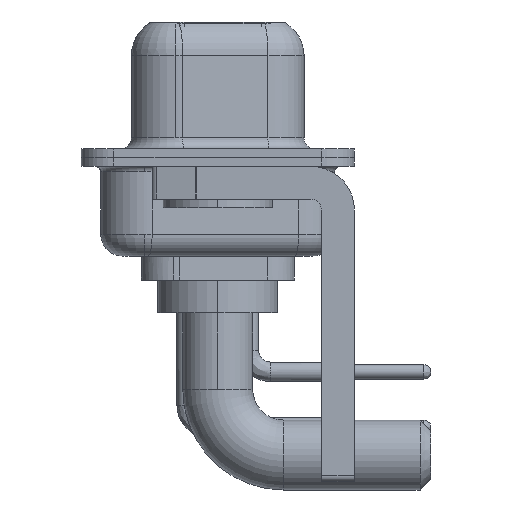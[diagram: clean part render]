
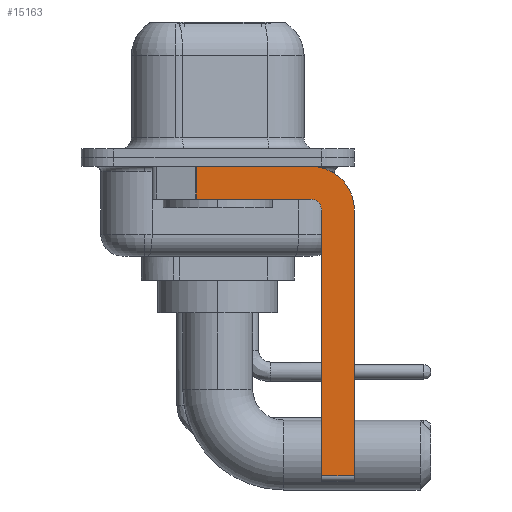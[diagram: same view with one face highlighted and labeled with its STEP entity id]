
A CAD part, left-side view. The second image highlights one B-rep face of the part: STEP entity #15163.
In plain terms, the highlighted planar face has unit normal (-1, 0, 0).
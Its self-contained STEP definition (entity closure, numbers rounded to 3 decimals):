
#362 = LINE ( 'NONE', #12683, #5594 ) ;
#403 = ORIENTED_EDGE ( 'NONE', *, *, #10407, .T. ) ;
#432 = DIRECTION ( 'NONE',  ( 0., 0., -1. ) ) ;
#590 = ORIENTED_EDGE ( 'NONE', *, *, #14294, .F. ) ;
#789 = EDGE_CURVE ( 'NONE', #16273, #5530, #10976, .T. ) ;
#1069 = EDGE_CURVE ( 'NONE', #17662, #16273, #2741, .T. ) ;
#1075 = CARTESIAN_POINT ( 'NONE',  ( -2.9, 0.978, -1.9 ) ) ;
#1079 = AXIS2_PLACEMENT_3D ( 'NONE', #13156, #8742, #11555 ) ;
#1266 = VECTOR ( 'NONE', #9324, 1000. ) ;
#1346 = ORIENTED_EDGE ( 'NONE', *, *, #1069, .F. ) ;
#1415 = CARTESIAN_POINT ( 'NONE',  ( -2.9, 0.978, -0.4 ) ) ;
#1525 = DIRECTION ( 'NONE',  ( 0., -1., 0. ) ) ;
#1668 = VERTEX_POINT ( 'NONE', #12397 ) ;
#1774 = CARTESIAN_POINT ( 'NONE',  ( -2.9, -4.75, -2.4 ) ) ;
#2027 = DIRECTION ( 'NONE',  ( 1., 0., 0. ) ) ;
#2129 = FACE_OUTER_BOUND ( 'NONE', #4337, .T. ) ;
#2741 = LINE ( 'NONE', #18274, #2921 ) ;
#2903 = VERTEX_POINT ( 'NONE', #19222 ) ;
#2921 = VECTOR ( 'NONE', #8854, 1000. ) ;
#3099 = ORIENTED_EDGE ( 'NONE', *, *, #4897, .F. ) ;
#3211 = CARTESIAN_POINT ( 'NONE',  ( -2.9, -4.75, -14.8 ) ) ;
#3543 = DIRECTION ( 'NONE',  ( 0., 0., -1. ) ) ;
#4079 = LINE ( 'NONE', #1075, #4979 ) ;
#4132 = VERTEX_POINT ( 'NONE', #11064 ) ;
#4337 = EDGE_LOOP ( 'NONE', ( #1346, #19236, #4558, #18172, #590, #403, #3099, #16840 ) ) ;
#4558 = ORIENTED_EDGE ( 'NONE', *, *, #17462, .F. ) ;
#4897 = EDGE_CURVE ( 'NONE', #5530, #1668, #7675, .T. ) ;
#4979 = VECTOR ( 'NONE', #14821, 1000. ) ;
#4982 = DIRECTION ( 'NONE',  ( 0., 1., 0. ) ) ;
#5490 = VECTOR ( 'NONE', #6086, 1000. ) ;
#5530 = VERTEX_POINT ( 'NONE', #18626 ) ;
#5581 = VERTEX_POINT ( 'NONE', #1774 ) ;
#5594 = VECTOR ( 'NONE', #4982, 1000. ) ;
#6086 = DIRECTION ( 'NONE',  ( 0., 0., -1. ) ) ;
#6182 = PLANE ( 'NONE',  #8338 ) ;
#6425 = LINE ( 'NONE', #3211, #1266 ) ;
#7675 = LINE ( 'NONE', #12098, #5490 ) ;
#8338 = AXIS2_PLACEMENT_3D ( 'NONE', #13788, #2027, #432 ) ;
#8742 = DIRECTION ( 'NONE',  ( -1., 0., 0. ) ) ;
#8854 = DIRECTION ( 'NONE',  ( 0., -1., 0. ) ) ;
#8856 = LINE ( 'NONE', #19679, #11368 ) ;
#9324 = DIRECTION ( 'NONE',  ( 0., 0., 1. ) ) ;
#9359 = EDGE_CURVE ( 'NONE', #5581, #2903, #13573, .T. ) ;
#9561 = CARTESIAN_POINT ( 'NONE',  ( -2.9, -4.25, -2.4 ) ) ;
#10407 = EDGE_CURVE ( 'NONE', #4132, #1668, #8856, .T. ) ;
#10976 = CIRCLE ( 'NONE', #14495, 2. ) ;
#11064 = CARTESIAN_POINT ( 'NONE',  ( -2.9, -4.75, -14.55 ) ) ;
#11368 = VECTOR ( 'NONE', #1525, 1000. ) ;
#11555 = DIRECTION ( 'NONE',  ( 0., 0., 1. ) ) ;
#11609 = CARTESIAN_POINT ( 'NONE',  ( -2.9, -4.25, -0.4 ) ) ;
#12098 = CARTESIAN_POINT ( 'NONE',  ( -2.9, -6.25, -2.4 ) ) ;
#12397 = CARTESIAN_POINT ( 'NONE',  ( -2.9, -6.25, -14.55 ) ) ;
#12683 = CARTESIAN_POINT ( 'NONE',  ( -2.9, -4.25, -1.9 ) ) ;
#13156 = CARTESIAN_POINT ( 'NONE',  ( -2.9, -4.25, -2.4 ) ) ;
#13573 = CIRCLE ( 'NONE', #1079, 0.5 ) ;
#13788 = CARTESIAN_POINT ( 'NONE',  ( -2.9, -4.25, -2.4 ) ) ;
#13882 = DIRECTION ( 'NONE',  ( 1., 0., 0. ) ) ;
#14234 = VERTEX_POINT ( 'NONE', #18460 ) ;
#14294 = EDGE_CURVE ( 'NONE', #4132, #5581, #6425, .T. ) ;
#14495 = AXIS2_PLACEMENT_3D ( 'NONE', #9561, #13882, #3543 ) ;
#14821 = DIRECTION ( 'NONE',  ( 0., 0., -1. ) ) ;
#15163 = ADVANCED_FACE ( 'NONE', ( #2129 ), #6182, .F. ) ;
#16273 = VERTEX_POINT ( 'NONE', #11609 ) ;
#16840 = ORIENTED_EDGE ( 'NONE', *, *, #789, .F. ) ;
#17462 = EDGE_CURVE ( 'NONE', #2903, #14234, #362, .T. ) ;
#17662 = VERTEX_POINT ( 'NONE', #1415 ) ;
#18172 = ORIENTED_EDGE ( 'NONE', *, *, #9359, .F. ) ;
#18274 = CARTESIAN_POINT ( 'NONE',  ( -2.9, 3., -0.4 ) ) ;
#18384 = EDGE_CURVE ( 'NONE', #17662, #14234, #4079, .T. ) ;
#18460 = CARTESIAN_POINT ( 'NONE',  ( -2.9, 0.978, -1.9 ) ) ;
#18626 = CARTESIAN_POINT ( 'NONE',  ( -2.9, -6.25, -2.4 ) ) ;
#19222 = CARTESIAN_POINT ( 'NONE',  ( -2.9, -4.25, -1.9 ) ) ;
#19236 = ORIENTED_EDGE ( 'NONE', *, *, #18384, .T. ) ;
#19679 = CARTESIAN_POINT ( 'NONE',  ( -2.9, -4.25, -14.55 ) ) ;
